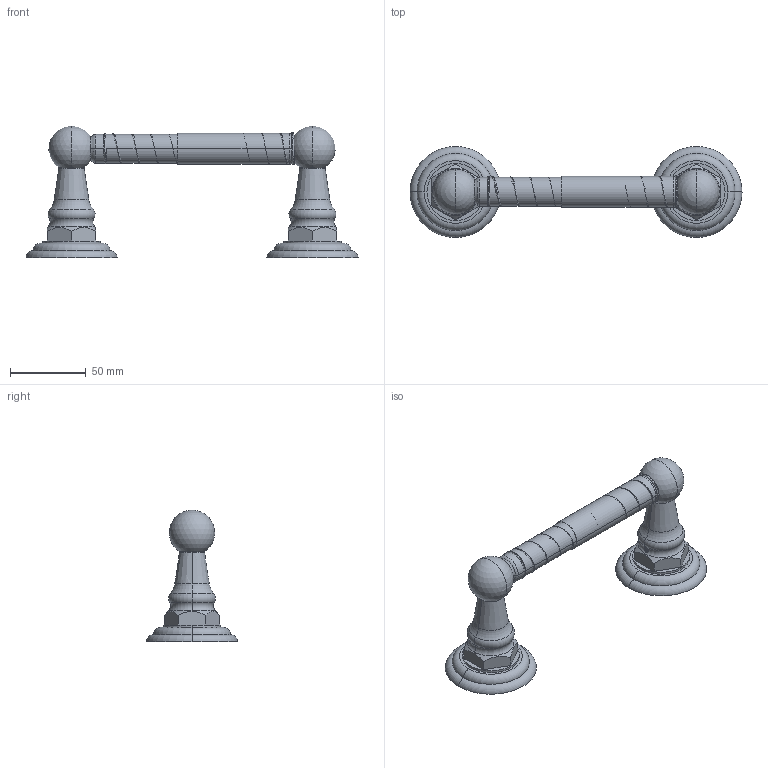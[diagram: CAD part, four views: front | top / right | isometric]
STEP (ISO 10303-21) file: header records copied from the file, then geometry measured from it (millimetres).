
FILE_DESCRIPTION((''),'2;1');
FILE_NAME('13-28_SW0001','2010-06-04T',('shambuling'),(''),'PRO/ENGINEER BY PARAMETRIC TECHNOLOGY CORPORATION, 2009300','PRO/ENGINEER BY PARAMETRIC TECHNOLOGY CORPORATION, 2009300','');
FILE_SCHEMA(('CONFIG_CONTROL_DESIGN'));
Length unit declared in the file: inch
Products named in the file (1): 13-28_SW0001
Bounding box: 218.69 x 59.94 x 86.77 mm (x, y, z)
Surface area: 43786.3 mm2 (no closed solid volume)
Topology: 0 solids, 22 shells, 117 faces, 300 edges, 198 vertices
Faces by surface type: torus 32, bspline 28, plane 25, cylinder 20, cone 8, sphere 4
Entity records: 10776 total; most frequent: CARTESIAN_POINT 8229, ORIENTED_EDGE 504, DIRECTION 462, EDGE_CURVE 296, AXIS2_PLACEMENT_3D 199, VERTEX_POINT 198, B_SPLINE_CURVE_WITH_KNOTS 122, EDGE_LOOP 117
